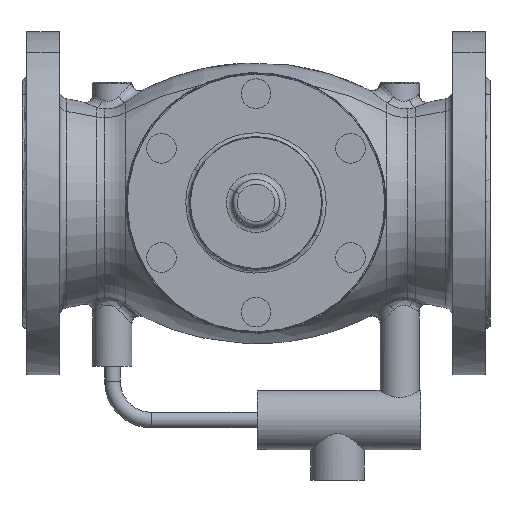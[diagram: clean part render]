
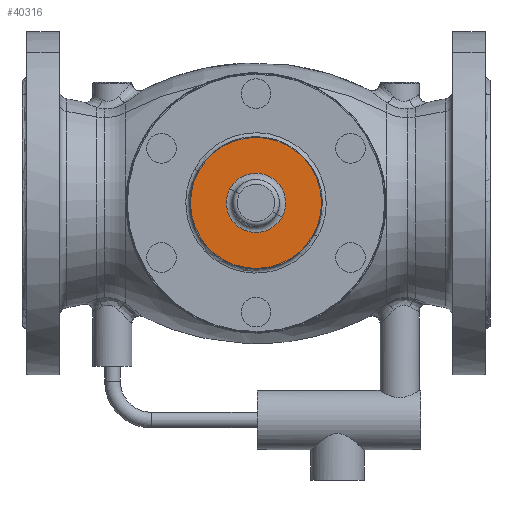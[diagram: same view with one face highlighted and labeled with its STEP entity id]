
A CAD part, top view. The second image highlights one B-rep face of the part: STEP entity #40316.
In plain terms, the highlighted planar face has unit normal (0, 0, 1).
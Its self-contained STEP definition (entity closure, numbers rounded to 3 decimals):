
#37038=DIRECTION('Axis2P3D Direction',(0.,0.,-1.)) ;
#37062=DIRECTION('Axis2P3D Direction',(0.,-0.,-1.)) ;
#40248=DIRECTION('Axis2P3D Direction',(0.,0.,-1.)) ;
#40249=DIRECTION('Axis2P3D XDirection',(1.,0.,0.)) ;
#37034=CARTESIAN_POINT('Vertex',(-36.858,20.136,135.5)) ;
#37037=CARTESIAN_POINT('Axis2P3D Location',(0.,0.,135.5)) ;
#37041=CARTESIAN_POINT('Vertex',(36.858,-20.136,135.5)) ;
#37061=CARTESIAN_POINT('Axis2P3D Location',(0.,0.,135.5)) ;
#40247=CARTESIAN_POINT('Axis2P3D Location',(-19.,0.,135.5)) ;
#40257=CARTESIAN_POINT('Control Point',(16.674,-9.109,135.5)) ;
#40258=CARTESIAN_POINT('Control Point',(15.753,-10.796,135.5)) ;
#40259=CARTESIAN_POINT('Control Point',(14.618,-12.366,135.5)) ;
#40260=CARTESIAN_POINT('Control Point',(13.29,-13.784,135.5)) ;
#40261=CARTESIAN_POINT('Control Point',(10.304,-16.252,135.5)) ;
#40262=CARTESIAN_POINT('Control Point',(6.797,-17.9,135.5)) ;
#40263=CARTESIAN_POINT('Control Point',(4.948,-18.496,135.5)) ;
#40264=CARTESIAN_POINT('Control Point',(1.14,-19.209,135.5)) ;
#40265=CARTESIAN_POINT('Control Point',(-2.725,-18.952,135.5)) ;
#40266=CARTESIAN_POINT('Control Point',(-4.632,-18.578,135.5)) ;
#40267=CARTESIAN_POINT('Control Point',(-8.309,-17.357,135.5)) ;
#40268=CARTESIAN_POINT('Control Point',(-11.566,-15.259,135.5)) ;
#40269=CARTESIAN_POINT('Control Point',(-13.053,-14.008,135.5)) ;
#40270=CARTESIAN_POINT('Control Point',(-15.677,-11.159,135.5)) ;
#40271=CARTESIAN_POINT('Control Point',(-17.51,-7.746,135.5)) ;
#40272=CARTESIAN_POINT('Control Point',(-18.205,-5.931,135.5)) ;
#40273=CARTESIAN_POINT('Control Point',(-19.121,-2.167,135.5)) ;
#40274=CARTESIAN_POINT('Control Point',(-19.071,1.707,135.5)) ;
#40275=CARTESIAN_POINT('Control Point',(-18.799,3.631,135.5)) ;
#40276=CARTESIAN_POINT('Control Point',(-18.18,5.895,135.5)) ;
#40277=CARTESIAN_POINT('Control Point',(-17.231,8.022,135.5)) ;
#40278=CARTESIAN_POINT('Control Point',(-17.055,8.39,135.5)) ;
#40279=CARTESIAN_POINT('Control Point',(-16.869,8.752,135.5)) ;
#40280=CARTESIAN_POINT('Control Point',(-16.674,9.109,135.5)) ;
#40281=CARTESIAN_POINT('Vertex',(16.674,-9.109,135.5)) ;
#40283=CARTESIAN_POINT('Vertex',(-16.674,9.109,135.5)) ;
#40287=CARTESIAN_POINT('Control Point',(-16.674,9.109,135.5)) ;
#40288=CARTESIAN_POINT('Control Point',(-15.753,10.796,135.5)) ;
#40289=CARTESIAN_POINT('Control Point',(-14.618,12.366,135.5)) ;
#40290=CARTESIAN_POINT('Control Point',(-13.29,13.784,135.5)) ;
#40291=CARTESIAN_POINT('Control Point',(-10.304,16.252,135.5)) ;
#40292=CARTESIAN_POINT('Control Point',(-6.797,17.9,135.5)) ;
#40293=CARTESIAN_POINT('Control Point',(-4.948,18.496,135.5)) ;
#40294=CARTESIAN_POINT('Control Point',(-1.14,19.209,135.5)) ;
#40295=CARTESIAN_POINT('Control Point',(2.725,18.952,135.5)) ;
#40296=CARTESIAN_POINT('Control Point',(4.632,18.578,135.5)) ;
#40297=CARTESIAN_POINT('Control Point',(8.309,17.357,135.5)) ;
#40298=CARTESIAN_POINT('Control Point',(11.566,15.259,135.5)) ;
#40299=CARTESIAN_POINT('Control Point',(13.053,14.008,135.5)) ;
#40300=CARTESIAN_POINT('Control Point',(15.677,11.159,135.5)) ;
#40301=CARTESIAN_POINT('Control Point',(17.51,7.746,135.5)) ;
#40302=CARTESIAN_POINT('Control Point',(18.205,5.931,135.5)) ;
#40303=CARTESIAN_POINT('Control Point',(19.121,2.167,135.5)) ;
#40304=CARTESIAN_POINT('Control Point',(19.071,-1.707,135.5)) ;
#40305=CARTESIAN_POINT('Control Point',(18.799,-3.631,135.5)) ;
#40306=CARTESIAN_POINT('Control Point',(18.18,-5.895,135.5)) ;
#40307=CARTESIAN_POINT('Control Point',(17.231,-8.022,135.5)) ;
#40308=CARTESIAN_POINT('Control Point',(17.055,-8.39,135.5)) ;
#40309=CARTESIAN_POINT('Control Point',(16.869,-8.752,135.5)) ;
#40310=CARTESIAN_POINT('Control Point',(16.674,-9.109,135.5)) ;
#37039=AXIS2_PLACEMENT_3D('Circle Axis2P3D',#37037,#37038,$) ;
#37063=AXIS2_PLACEMENT_3D('Circle Axis2P3D',#37061,#37062,$) ;
#40250=AXIS2_PLACEMENT_3D('Plane Axis2P3D',#40247,#40248,#40249) ;
#40315=FACE_BOUND('',#40312,.T.) ;
#37043=EDGE_CURVE('',#37035,#37042,#37040,.T.) ;
#37065=EDGE_CURVE('',#37042,#37035,#37064,.T.) ;
#40285=EDGE_CURVE('',#40282,#40284,#40256,.T.) ;
#40311=EDGE_CURVE('',#40284,#40282,#40286,.T.) ;
#40251=PLANE('Plane',#40250) ;
#40253=ORIENTED_EDGE('',*,*,#37043,.F.) ;
#40254=ORIENTED_EDGE('',*,*,#37065,.F.) ;
#40313=ORIENTED_EDGE('',*,*,#40285,.T.) ;
#40314=ORIENTED_EDGE('',*,*,#40311,.T.) ;
#40316=ADVANCED_FACE('Brep With Voids',(#40255,#40315),#40251,.F.) ;
#37040=CIRCLE('generated circle',#37039,42.) ;
#37064=CIRCLE('generated circle',#37063,42.) ;
#37035=VERTEX_POINT('',#37034) ;
#37042=VERTEX_POINT('',#37041) ;
#40282=VERTEX_POINT('',#40281) ;
#40284=VERTEX_POINT('',#40283) ;
#40256=B_SPLINE_CURVE_WITH_KNOTS('',5,(#40257,#40258,#40259,#40260,#40261,#40262,#40263,#40264,#40265,#40266,#40267,#40268,#40269,#40270,#40271,#40272,#40273,#40274,#40275,#40276,#40277,#40278,#40279,#40280),.UNSPECIFIED.,.F.,.U.,(6,3,3,3,3,3,3,6),(0.,13.624,27.248,40.873,54.497,68.121,81.745,84.629),.UNSPECIFIED.) ;
#40286=B_SPLINE_CURVE_WITH_KNOTS('',5,(#40287,#40288,#40289,#40290,#40291,#40292,#40293,#40294,#40295,#40296,#40297,#40298,#40299,#40300,#40301,#40302,#40303,#40304,#40305,#40306,#40307,#40308,#40309,#40310),.UNSPECIFIED.,.F.,.U.,(6,3,3,3,3,3,3,6),(0.,13.624,27.248,40.873,54.497,68.121,81.745,84.629),.UNSPECIFIED.) ;
#40252=EDGE_LOOP('',(#40253,#40254)) ;
#40312=EDGE_LOOP('',(#40313,#40314)) ;
#40255=FACE_OUTER_BOUND('',#40252,.T.) ;
